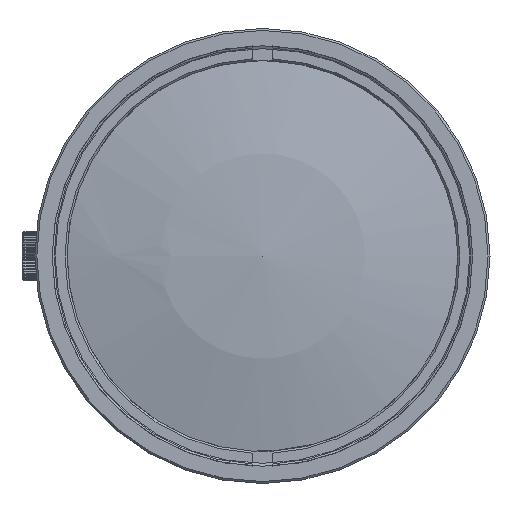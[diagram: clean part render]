
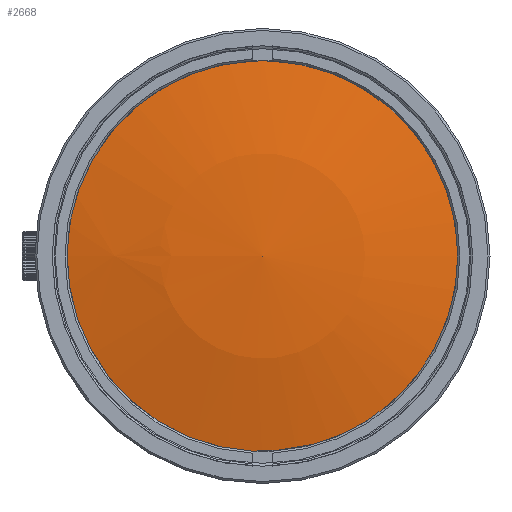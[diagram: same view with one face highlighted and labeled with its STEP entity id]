
A CAD part, left-side view. The second image highlights one B-rep face of the part: STEP entity #2668.
In plain terms, the highlighted spherical face has radius 87.87 mm.
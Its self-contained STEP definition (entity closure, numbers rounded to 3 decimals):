
#823=SPHERICAL_SURFACE('',#13799,87.87);
#2122=CIRCLE('',#13798,20.597);
#2668=ADVANCED_FACE('',(#3883),#823,.T.);
#3883=FACE_OUTER_BOUND('',#4467,.T.);
#4467=EDGE_LOOP('',(#5690));
#5690=ORIENTED_EDGE('',*,*,#10508,.T.);
#9221=VERTEX_POINT('',#18532);
#10508=EDGE_CURVE('',#9221,#9221,#2122,.T.);
#13798=AXIS2_PLACEMENT_3D('',#18531,#15159,#15160);
#13799=AXIS2_PLACEMENT_3D('',#18533,#15161,#15162);
#15159=DIRECTION('',(-1.,0.,0.));
#15160=DIRECTION('',(0.,0.,-1.));
#15161=DIRECTION('',(1.,0.,0.));
#15162=DIRECTION('',(0.,1.,0.));
#18531=CARTESIAN_POINT('',(-230.828,0.,0.));
#18532=CARTESIAN_POINT('',(-230.828,0.,-20.597));
#18533=CARTESIAN_POINT('',(-145.406,0.,0.));
